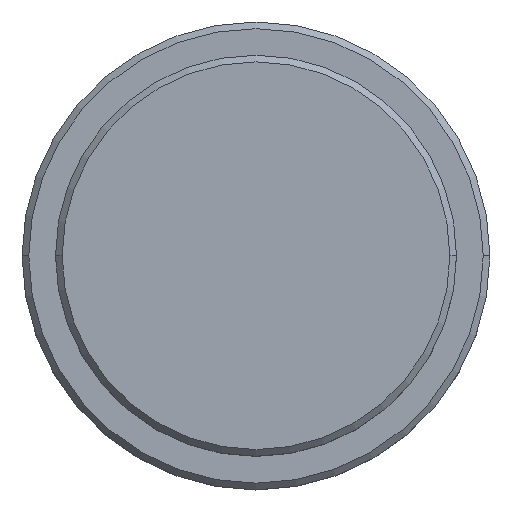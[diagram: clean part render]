
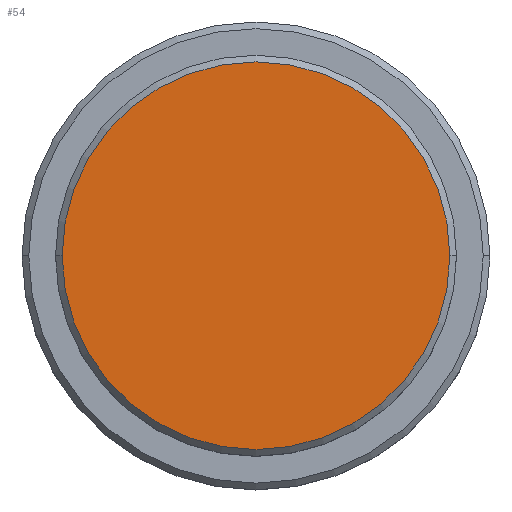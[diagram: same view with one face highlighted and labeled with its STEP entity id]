
A CAD part, top view. The second image highlights one B-rep face of the part: STEP entity #54.
In plain terms, the highlighted planar face has unit normal (0, 0, 1).
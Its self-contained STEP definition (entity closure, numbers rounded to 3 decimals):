
#50 = DIRECTION ( 'NONE',  ( 1., 0., 0. ) ) ;
#54 = ADVANCED_FACE ( 'NONE', ( #1244 ), #630, .T. ) ;
#56 = AXIS2_PLACEMENT_3D ( 'NONE', #827, #171, #50 ) ;
#66 = DIRECTION ( 'NONE',  ( 1., 0., 0. ) ) ;
#171 = DIRECTION ( 'NONE',  ( 0., 0., 1. ) ) ;
#208 = DIRECTION ( 'NONE',  ( 1., 0., 0. ) ) ;
#211 = VERTEX_POINT ( 'NONE', #283 ) ;
#283 = CARTESIAN_POINT ( 'NONE',  ( 14.5, 0., 0. ) ) ;
#343 = ORIENTED_EDGE ( 'NONE', *, *, #487, .T. ) ;
#409 = CARTESIAN_POINT ( 'NONE',  ( 0., 0., 0. ) ) ;
#448 = CIRCLE ( 'NONE', #565, 14.5 ) ;
#487 = EDGE_CURVE ( 'NONE', #211, #977, #448, .T. ) ;
#492 = CIRCLE ( 'NONE', #56, 14.5 ) ;
#504 = CARTESIAN_POINT ( 'NONE',  ( -14.5, 0., 0. ) ) ;
#518 = CARTESIAN_POINT ( 'NONE',  ( 0., 0., 0. ) ) ;
#565 = AXIS2_PLACEMENT_3D ( 'NONE', #518, #1390, #66 ) ;
#630 = PLANE ( 'NONE',  #1057 ) ;
#644 = ORIENTED_EDGE ( 'NONE', *, *, #1037, .T. ) ;
#827 = CARTESIAN_POINT ( 'NONE',  ( 0., 0., 0. ) ) ;
#960 = DIRECTION ( 'NONE',  ( 0., 0., 1. ) ) ;
#977 = VERTEX_POINT ( 'NONE', #504 ) ;
#1037 = EDGE_CURVE ( 'NONE', #977, #211, #492, .T. ) ;
#1057 = AXIS2_PLACEMENT_3D ( 'NONE', #409, #960, #208 ) ;
#1107 = EDGE_LOOP ( 'NONE', ( #644, #343 ) ) ;
#1244 = FACE_OUTER_BOUND ( 'NONE', #1107, .T. ) ;
#1390 = DIRECTION ( 'NONE',  ( 0., 0., 1. ) ) ;
